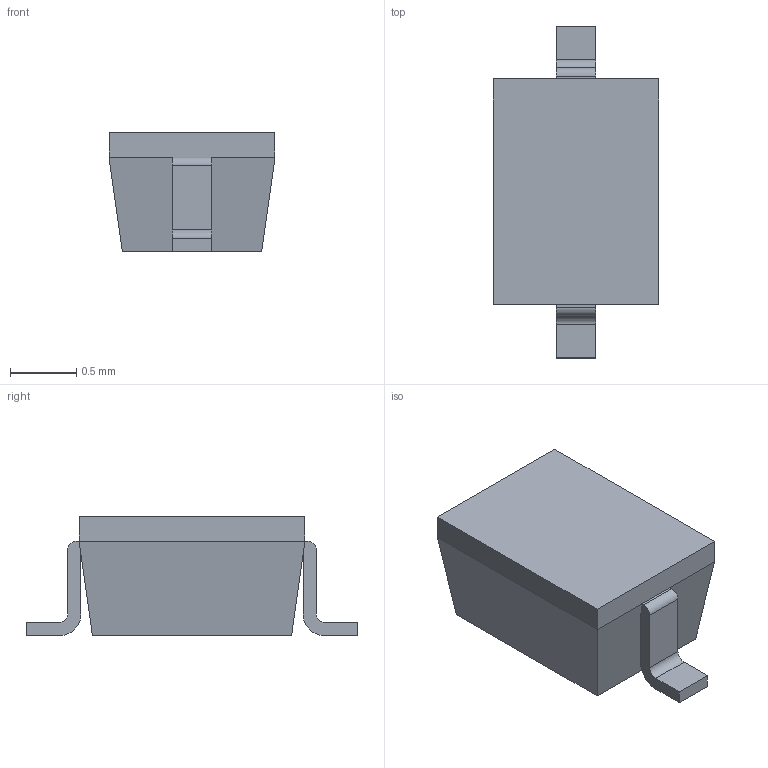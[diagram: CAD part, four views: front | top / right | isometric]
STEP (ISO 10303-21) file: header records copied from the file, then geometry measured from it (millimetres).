
FILE_DESCRIPTION (( 'STEP AP214' ), '1' );
FILE_NAME ('PTSP0002ZB-A.STEP', '2012-05-25T04:31:20', ( 'komiya' ), ( '' ), 'SwSTEP 2.0', 'SolidWorks 2012', '' );
FILE_SCHEMA (( 'AUTOMOTIVE_DESIGN' ));
Length unit declared in the file: millimetre
Products named in the file (1): PTSP0002ZB-A
Bounding box: 1.25 x 2.5 x 0.9 mm (x, y, z)
Volume: 1.8 mm3; surface area: 11.7 mm2
Topology: 2 solids, 2 shells, 30 faces, 74 edges, 48 vertices
Faces by surface type: plane 24, cylinder 6
Entity records: 921 total; most frequent: CARTESIAN_POINT 153, ORIENTED_EDGE 148, DIRECTION 148, EDGE_CURVE 74, VECTOR 62, LINE 62, VERTEX_POINT 48, AXIS2_PLACEMENT_3D 43
